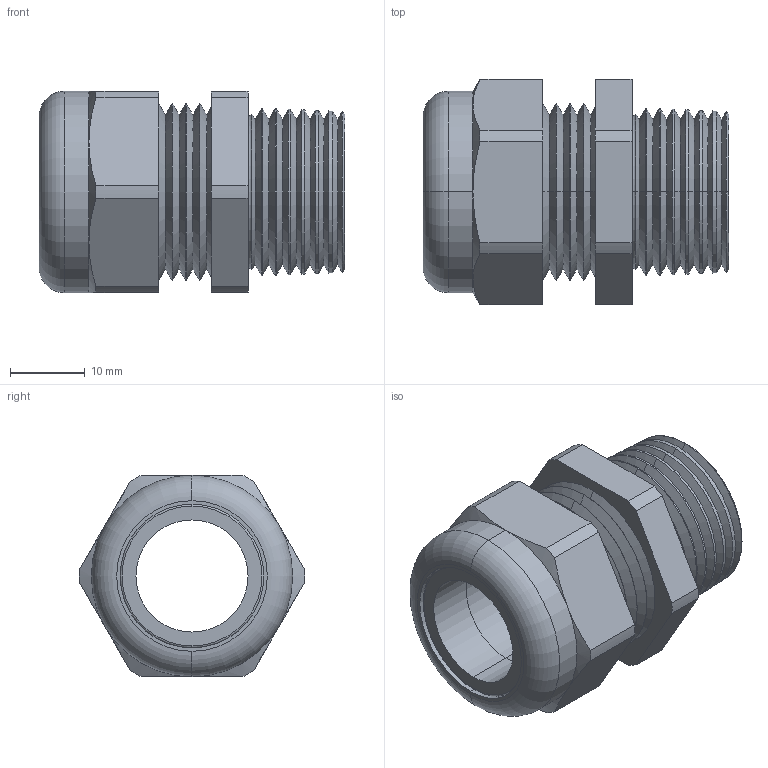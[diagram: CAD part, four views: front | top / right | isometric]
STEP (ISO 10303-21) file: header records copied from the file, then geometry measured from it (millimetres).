
FILE_DESCRIPTION (( 'STEP AP203' ), '1' );
FILE_NAME ('CD16NA-GY.STEP', '2008-10-01T06:32:41', ( 'BSI006' ), ( '' ), 'SwSTEP 2.0', 'SolidWorks 2007', '' );
FILE_SCHEMA (( 'CONFIG_CONTROL_DESIGN' ));
Length unit declared in the file: inch
Products named in the file (1): CD16NA-GY
Bounding box: 40.89 x 30.15 x 26.92 mm (x, y, z)
Volume: 11770.9 mm3; surface area: 8536.9 mm2
Topology: 2 solids, 2 shells, 126 faces, 272 edges, 154 vertices
Faces by surface type: cone 68, cylinder 30, plane 20, torus 8
Entity records: 3515 total; most frequent: DIRECTION 652, CARTESIAN_POINT 629, ORIENTED_EDGE 544, EDGE_CURVE 272, AXIS2_PLACEMENT_3D 265, VERTEX_POINT 154, CIRCLE 138, EDGE_LOOP 134
